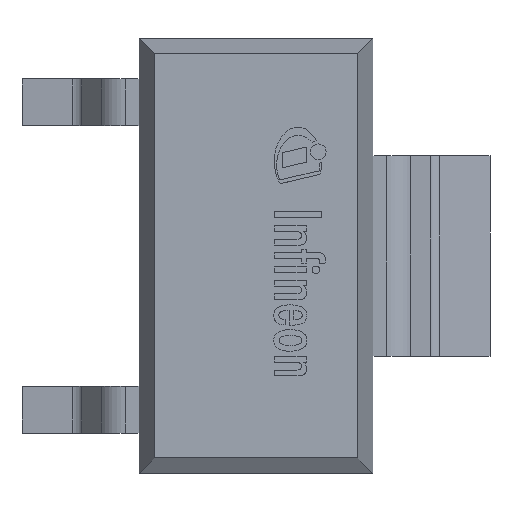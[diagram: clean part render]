
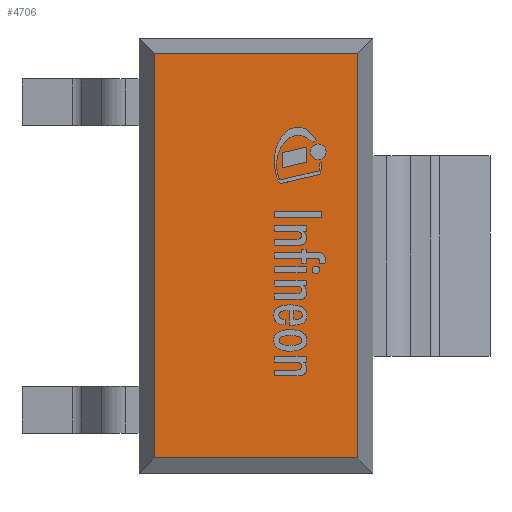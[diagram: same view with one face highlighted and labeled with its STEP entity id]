
A CAD part, top view. The second image highlights one B-rep face of the part: STEP entity #4706.
In plain terms, the highlighted planar face has unit normal (0, 0, 1).
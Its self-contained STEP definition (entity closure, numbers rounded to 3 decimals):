
#190=PLANE('',#5244);
#453=FACE_OUTER_BOUND('',#722,.T.);
#722=EDGE_LOOP('',(#4303,#4304,#4305,#4306));
#1140=LINE('',#8090,#1563);
#1142=LINE('',#8096,#1565);
#1145=LINE('',#8101,#1568);
#1146=LINE('',#8102,#1569);
#1563=VECTOR('',#6692,1.);
#1565=VECTOR('',#6696,1.);
#1568=VECTOR('',#6701,1.);
#1569=VECTOR('',#6702,1.);
#2275=VERTEX_POINT('',#8084);
#2277=VERTEX_POINT('',#8088);
#2278=VERTEX_POINT('',#8092);
#2280=VERTEX_POINT('',#8095);
#2952=EDGE_CURVE('',#2275,#2277,#1140,.T.);
#2954=EDGE_CURVE('',#2280,#2278,#1142,.T.);
#2957=EDGE_CURVE('',#2277,#2280,#1145,.T.);
#2958=EDGE_CURVE('',#2275,#2278,#1146,.T.);
#4303=ORIENTED_EDGE('',*,*,#2952,.T.);
#4304=ORIENTED_EDGE('',*,*,#2957,.T.);
#4305=ORIENTED_EDGE('',*,*,#2954,.T.);
#4306=ORIENTED_EDGE('',*,*,#2958,.F.);
#4706=ADVANCED_FACE('',(#453),#190,.T.);
#5244=AXIS2_PLACEMENT_3D('',#8100,#6699,#6700);
#6692=DIRECTION('',(-1.,0.,0.));
#6696=DIRECTION('',(1.,0.,0.));
#6699=DIRECTION('center_axis',(0.,0.,1.));
#6700=DIRECTION('ref_axis',(1.,0.,0.));
#6701=DIRECTION('',(0.,-1.,0.));
#6702=DIRECTION('',(0.,-1.,0.));
#8084=CARTESIAN_POINT('',(1.522,3.022,1.8));
#8088=CARTESIAN_POINT('',(-1.522,3.022,1.8));
#8090=CARTESIAN_POINT('',(0.214,3.022,1.8));
#8092=CARTESIAN_POINT('',(1.522,-3.022,1.8));
#8095=CARTESIAN_POINT('',(-1.522,-3.022,1.8));
#8096=CARTESIAN_POINT('',(0.214,-3.022,1.8));
#8100=CARTESIAN_POINT('Origin',(-1.522,3.25,1.8));
#8101=CARTESIAN_POINT('',(-1.522,3.25,1.8));
#8102=CARTESIAN_POINT('',(1.522,3.25,1.8));
